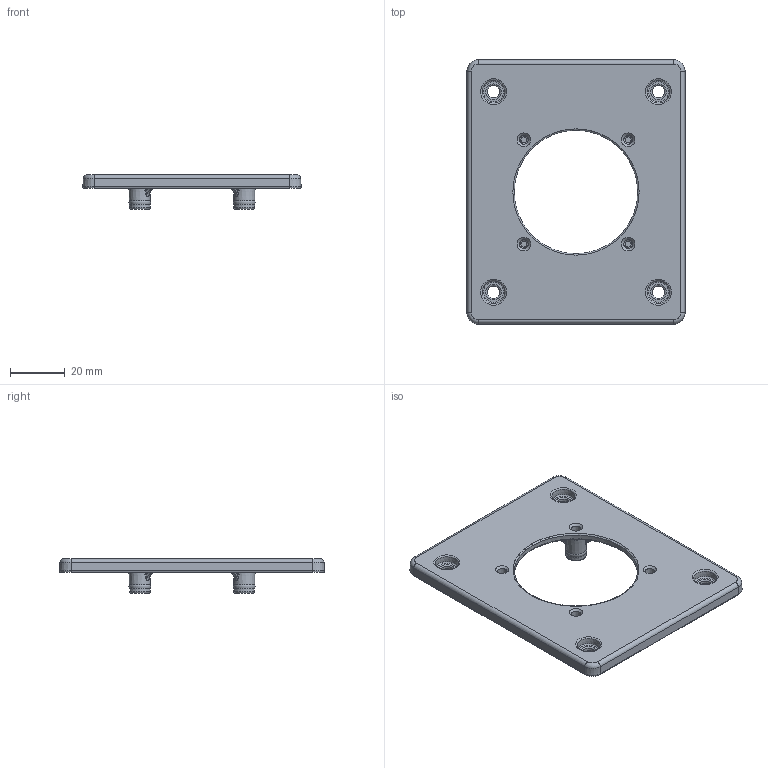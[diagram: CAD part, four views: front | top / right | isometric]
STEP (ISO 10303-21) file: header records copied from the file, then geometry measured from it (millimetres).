
FILE_DESCRIPTION (( 'STEP AP203' ), '1' );
FILE_NAME ('158550.STEP', '2023-11-29T08:35:01', ( '' ), ( '' ), 'SwSTEP 2.0', 'SolidWorks 2022', '' );
FILE_SCHEMA (( 'CONFIG_CONTROL_DESIGN' ));
Length unit declared in the file: millimetre
Products named in the file (1): 158550
Bounding box: 79.47 x 96.47 x 12.6 mm (x, y, z)
Volume: 29129.8 mm3; surface area: 15485.8 mm2
Topology: 1 solids, 1 shells, 202 faces, 497 edges, 281 vertices
Faces by surface type: bspline 68, torus 61, cone 31, plane 22, cylinder 20
Entity records: 7841 total; most frequent: CARTESIAN_POINT 4005, ORIENTED_EDGE 772, DIRECTION 710, EDGE_CURVE 386, AXIS2_PLACEMENT_3D 343, EDGE_LOOP 272, VERTEX_POINT 250, FACE_OUTER_BOUND 229
